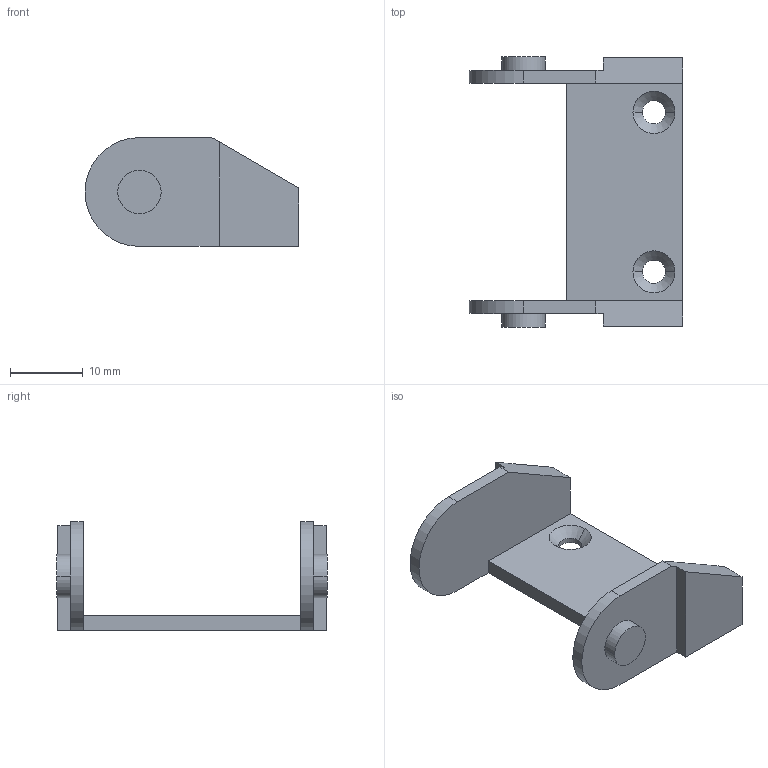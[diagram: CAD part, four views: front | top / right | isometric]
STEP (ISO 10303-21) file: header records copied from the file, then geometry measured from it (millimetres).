
FILE_DESCRIPTION(('STEP AP214'),'1');
FILE_NAME('cctmp_E8093C3B-6AF1-48C8-82AB-9E2B1F34414C_2021_03_06_22_47_18_0360_17716..stp','2021-03-06T21:47:18',('igus GmbH'),('CADClick - www.CADClick.com'),'Spatial InterOp 3D',' ','unknown authorization');
FILE_SCHEMA(('AUTOMOTIVE_DESIGN'));
Length unit declared in the file: millimetre
Products named in the file (1): 060-30-2
Bounding box: 29.5 x 37.3 x 15 mm (x, y, z)
Volume: 2765.5 mm3; surface area: 3024.8 mm2
Topology: 1 solids, 1 shells, 32 faces, 80 edges, 52 vertices
Faces by surface type: plane 18, cylinder 10, cone 4
Entity records: 1244 total; most frequent: DIRECTION 170, CARTESIAN_POINT 165, ORIENTED_EDGE 160, EDGE_CURVE 80, AXIS2_PLACEMENT_3D 57, LINE 56, VECTOR 56, VERTEX_POINT 52
